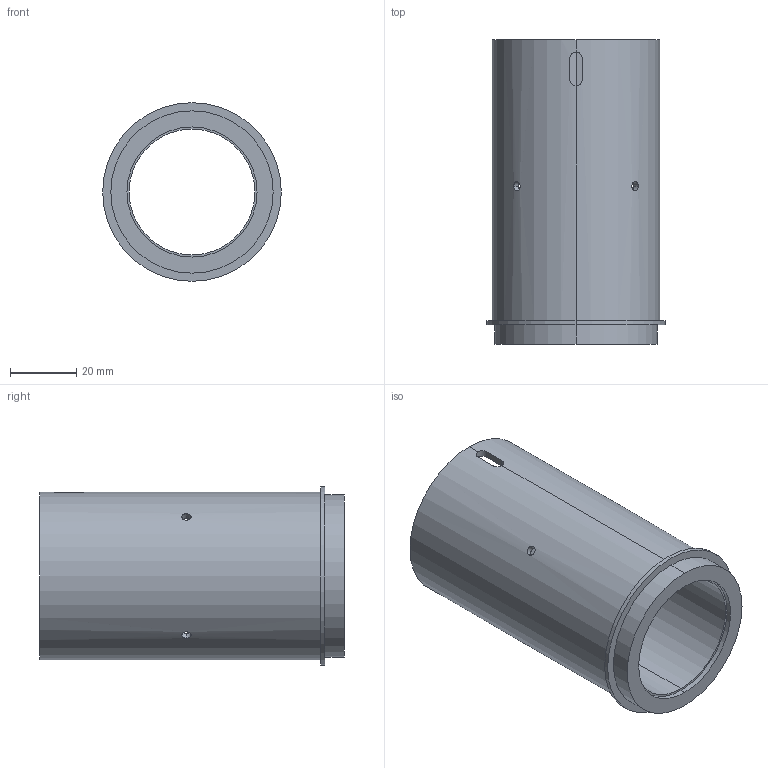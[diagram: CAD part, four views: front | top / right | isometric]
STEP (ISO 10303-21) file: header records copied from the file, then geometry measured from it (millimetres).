
FILE_DESCRIPTION (( 'STEP AP214' ), '1' );
FILE_NAME ('motor coupler.STEP', '2024-08-15T01:43:51', ( '' ), ( '' ), 'SwSTEP 2.0', 'SolidWorks 2024', '' );
FILE_SCHEMA (( 'AUTOMOTIVE_DESIGN' ));
Length unit declared in the file: inch
Products named in the file (1): motor coupler
Bounding box: 54.1 x 92.28 x 54.1 mm (x, y, z)
Volume: 50107.5 mm3; surface area: 29471.4 mm2
Topology: 1 solids, 1 shells, 30 faces, 78 edges, 52 vertices
Faces by surface type: cylinder 22, plane 8
Entity records: 1433 total; most frequent: CARTESIAN_POINT 665, ORIENTED_EDGE 156, DIRECTION 140, EDGE_CURVE 78, AXIS2_PLACEMENT_3D 55, VERTEX_POINT 52, EDGE_LOOP 44, FACE_OUTER_BOUND 30
